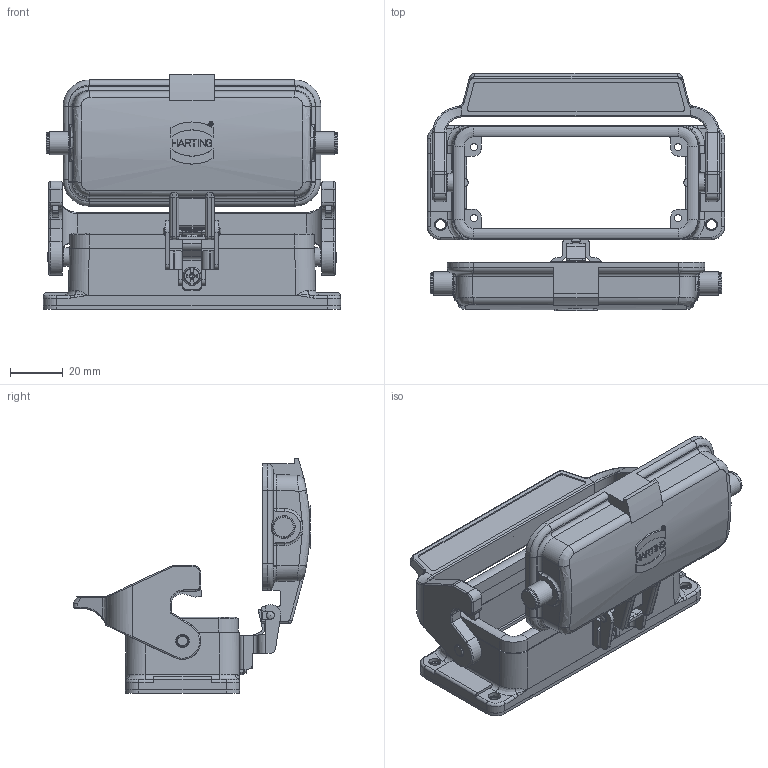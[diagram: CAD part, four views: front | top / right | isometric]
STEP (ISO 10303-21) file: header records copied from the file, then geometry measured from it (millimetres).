
FILE_DESCRIPTION(/* description */ (''),/* implementation_level */ '2;1');
FILE_NAME(/* name */ '100095512ugm000_d.stp',/* time_stamp */ '2017-11-06T09:57:02+01:00',/* author */ (''),/* organization */ (''),/* preprocessor_version */ 'ST-DEVELOPER v16',/* originating_system */ 'SIEMENS PLM Software NX 10.0',/* authorisation */ '');
FILE_SCHEMA (('AUTOMOTIVE_DESIGN { 1 0 10303 214 3 1 1 1 }'));
Length unit declared in the file: millimetre
Products named in the file (1): 100095512ugm000_d
Bounding box: 113 x 90.23 x 89.23 mm (x, y, z)
Volume: 71097.1 mm3; surface area: 51460.5 mm2
Topology: 4 solids, 8 shells, 1092 faces, 3333 edges, 2802 vertices
Faces by surface type: plane 506, cylinder 326, bspline 156, cone 43, torus 41, extrusion 16, sphere 4
Full cylindrical faces by diameter (mm): 1.52 x1, 1.68 x1, 2.74 x4, 2.95 x2, 3 x4, 3.1 x2, 3.7 x4, 4 x4, 4.2 x4, 4.5 x4, 4.8 x2, 5 x2, 5.1 x2, 6.5 x4, 7 x3, 8 x2, 8.8 x2
Entity records: 47441 total; most frequent: CARTESIAN_POINT 13906, ORIENTED_EDGE 5392, DIRECTION 5139, EDGE_CURVE 2696, AXIS2_PLACEMENT_3D 1798, VERTEX_POINT 1752, VECTOR 1543, LINE 1527
